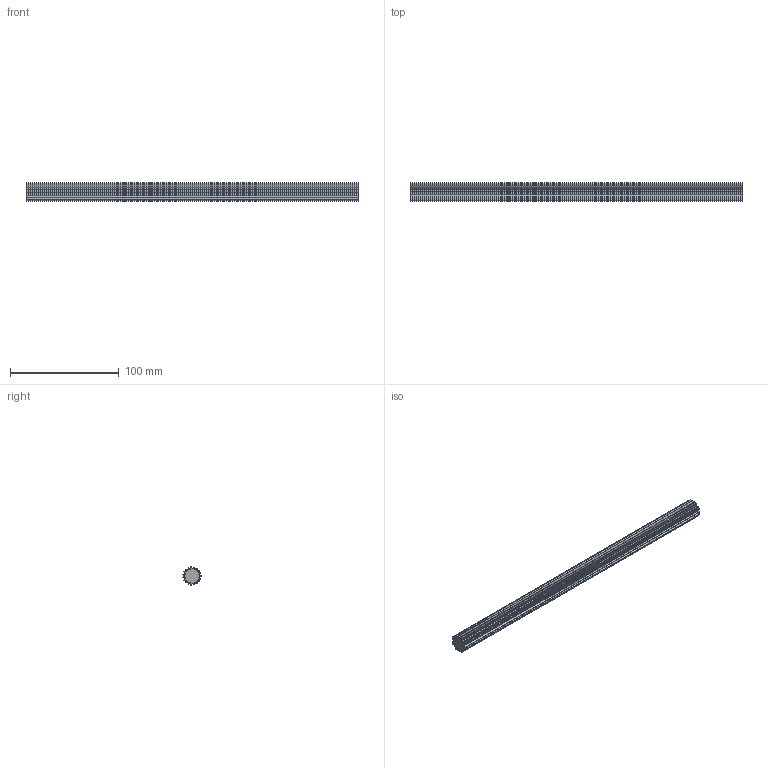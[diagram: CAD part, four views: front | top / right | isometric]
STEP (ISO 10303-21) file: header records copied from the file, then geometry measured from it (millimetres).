
FILE_DESCRIPTION (( 'STEP AP203' ), '1' );
FILE_NAME ('gs-20-32-19-1215.STEP', '2021-08-11T21:00:01', ( '' ), ( '' ), 'SwSTEP 2.0', 'SolidWorks 2021', '' );
FILE_SCHEMA (( 'CONFIG_CONTROL_DESIGN' ));
Length unit declared in the file: inch
Products named in the file (1): gs-20-32-19-1215
Bounding box: 304.8 x 16.59 x 16.64 mm (x, y, z)
Volume: 52365.2 mm3; surface area: 29595.6 mm2
Topology: 1 solids, 1 shells, 82 faces, 240 edges, 160 vertices
Faces by surface type: cylinder 80, plane 2
Entity records: 2903 total; most frequent: DIRECTION 566, CARTESIAN_POINT 483, ORIENTED_EDGE 480, AXIS2_PLACEMENT_3D 243, EDGE_CURVE 240, CIRCLE 160, VERTEX_POINT 160, EDGE_LOOP 82
